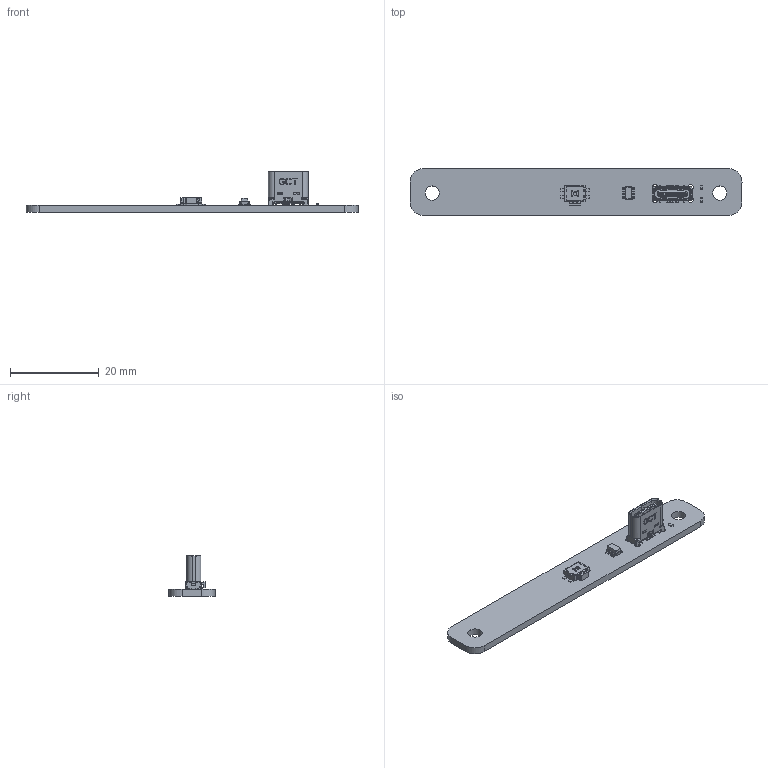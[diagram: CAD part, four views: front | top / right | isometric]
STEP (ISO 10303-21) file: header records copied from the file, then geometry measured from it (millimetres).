
FILE_DESCRIPTION(('KiCad electronic assembly'),'2;1');
FILE_NAME('Secondary Board.step','2025-06-09T13:31:02',('Pcbnew'),( 'Kicad'),'Open CASCADE STEP processor 7.7','KiCad to STEP converter' ,'Unknown');
FILE_SCHEMA(('AUTOMOTIVE_DESIGN { 1 0 10303 214 1 1 1 1 }'));
Length unit declared in the file: millimetre
Products named in the file (10): Secondary Board 1; R_0402_1005Metric; USB4145-03-0070-C; TL1014BF220QG; TL1014BFxxxQG.stp; SOT-23-6; SOT_23_6; Secondary Board_PCB
Assembly tree (10 placements, depth 3):
  Secondary Board 1
    R_0402_1005Metric  x2
      R_0402_1005Metric
    USB4145-03-0070-C
      USB4145-03-0070-C
    TL1014BF220QG
      TL1014BFxxxQG.stp
    SOT-23-6
      SOT_23_6
    Secondary Board_PCB
Bounding box: 74.99 x 10.51 x 9.22 mm (x, y, z)
Volume: 1282.8 mm3; surface area: 2528.3 mm2
Topology: 6 solids, 27 shells, 1619 faces, 4623 edges, 2997 vertices
Faces by surface type: plane 1223, cylinder 339, bspline 34, cone 22, sphere 1
Full cylindrical faces by diameter (mm): 0.6 x2, 0.66 x1, 0.75 x2, 1.08 x1, 1.25 x4, 3.2 x2
Entity records: 53949 total; most frequent: CARTESIAN_POINT 12441, ORIENTED_EDGE 8989, DIRECTION 7349, EDGE_CURVE 4555, LINE 3359, VECTOR 3359, VERTEX_POINT 2953, AXIS2_PLACEMENT_3D 1995
